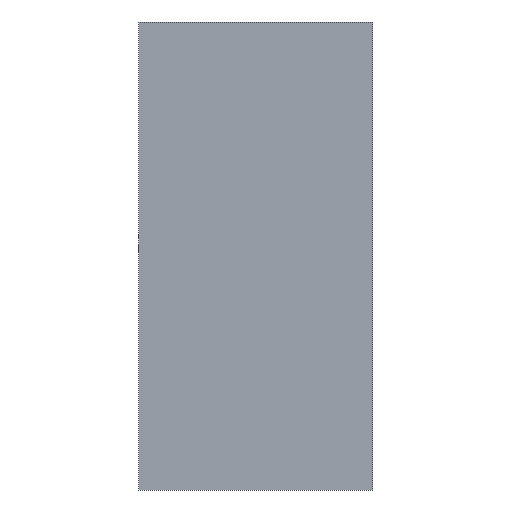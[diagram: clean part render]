
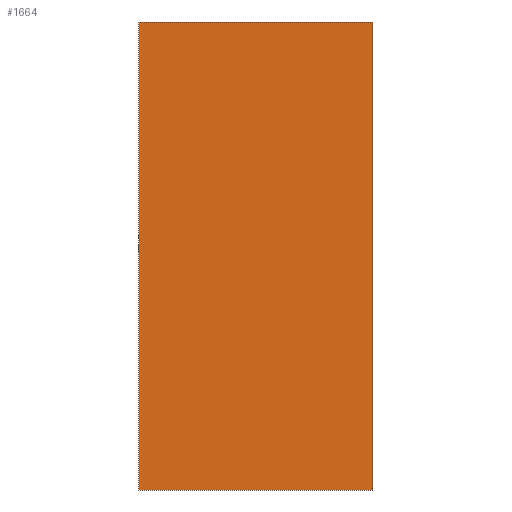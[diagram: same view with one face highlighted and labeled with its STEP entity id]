
A CAD part, front view. The second image highlights one B-rep face of the part: STEP entity #1664.
In plain terms, the highlighted planar face has unit normal (0, -1, 0).
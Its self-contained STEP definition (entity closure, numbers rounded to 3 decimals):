
#124=PLANE('',#1796);
#209=FACE_OUTER_BOUND('',#299,.T.);
#299=EDGE_LOOP('',(#1566,#1567,#1568,#1569));
#492=LINE('',#2684,#696);
#496=LINE('',#2692,#700);
#499=LINE('',#2698,#703);
#502=LINE('',#2703,#706);
#696=VECTOR('',#2210,10.);
#700=VECTOR('',#2216,10.);
#703=VECTOR('',#2221,10.);
#706=VECTOR('',#2226,10.);
#866=VERTEX_POINT('',#2682);
#867=VERTEX_POINT('',#2683);
#870=VERTEX_POINT('',#2691);
#872=VERTEX_POINT('',#2697);
#1094=EDGE_CURVE('',#866,#867,#492,.T.);
#1098=EDGE_CURVE('',#870,#866,#496,.T.);
#1101=EDGE_CURVE('',#872,#870,#499,.T.);
#1104=EDGE_CURVE('',#867,#872,#502,.T.);
#1566=ORIENTED_EDGE('',*,*,#1104,.F.);
#1567=ORIENTED_EDGE('',*,*,#1094,.F.);
#1568=ORIENTED_EDGE('',*,*,#1098,.F.);
#1569=ORIENTED_EDGE('',*,*,#1101,.F.);
#1664=ADVANCED_FACE('',(#209),#124,.F.);
#1796=AXIS2_PLACEMENT_3D('',#2706,#2230,#2231);
#2210=DIRECTION('',(1.,0.,0.));
#2216=DIRECTION('',(0.,0.,1.));
#2221=DIRECTION('',(-1.,0.,0.));
#2226=DIRECTION('',(0.,0.,-1.));
#2230=DIRECTION('center_axis',(0.,1.,0.));
#2231=DIRECTION('ref_axis',(1.,0.,0.));
#2682=CARTESIAN_POINT('',(-30.,0.,60.));
#2683=CARTESIAN_POINT('',(30.,0.,60.));
#2684=CARTESIAN_POINT('',(-30.,0.,60.));
#2691=CARTESIAN_POINT('',(-30.,0.,-60.));
#2692=CARTESIAN_POINT('',(-30.,0.,-60.));
#2697=CARTESIAN_POINT('',(30.,0.,-60.));
#2698=CARTESIAN_POINT('',(30.,0.,-60.));
#2703=CARTESIAN_POINT('',(30.,0.,60.));
#2706=CARTESIAN_POINT('Origin',(0.,0.,0.));
